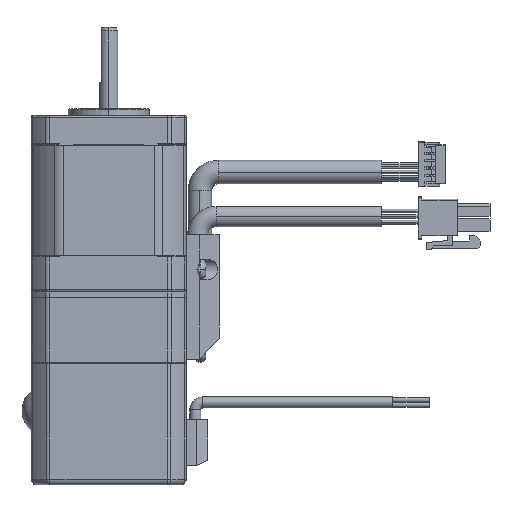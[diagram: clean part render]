
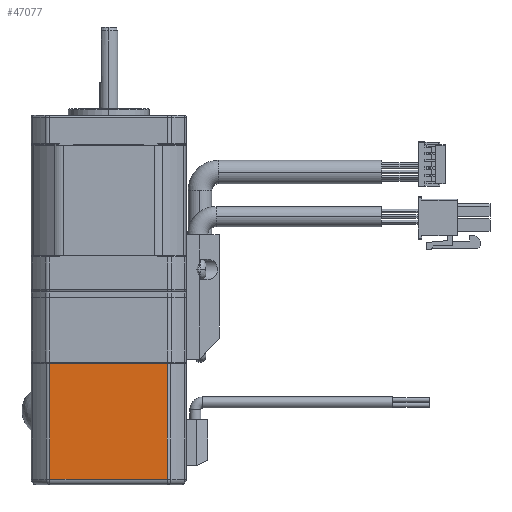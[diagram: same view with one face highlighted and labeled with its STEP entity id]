
A CAD part, left-side view. The second image highlights one B-rep face of the part: STEP entity #47077.
In plain terms, the highlighted face is planar.
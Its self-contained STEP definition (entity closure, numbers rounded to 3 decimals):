
#45075=DIRECTION('',(0.,0.,-1.));
#45076=VECTOR('',#45075,31.5);
#45077=CARTESIAN_POINT('',(21.1,-15.998,50.));
#45078=LINE('',#45077,#45076);
#45083=DIRECTION('',(0.,-1.,0.));
#45084=VECTOR('',#45083,31.996);
#45085=CARTESIAN_POINT('',(21.1,15.998,18.5));
#45086=LINE('',#45085,#45084);
#45091=DIRECTION('',(0.,0.,1.));
#45092=VECTOR('',#45091,31.5);
#45093=CARTESIAN_POINT('',(21.1,15.998,18.5));
#45094=LINE('',#45093,#45092);
#45528=DIRECTION('',(0.,-1.,0.));
#45529=VECTOR('',#45528,31.996);
#45530=CARTESIAN_POINT('',(21.1,15.998,50.));
#45531=LINE('',#45530,#45529);
#46351=CARTESIAN_POINT('',(21.1,-15.998,50.));
#46352=CARTESIAN_POINT('',(21.1,-15.998,18.5));
#46353=VERTEX_POINT('',#46351);
#46354=VERTEX_POINT('',#46352);
#46355=CARTESIAN_POINT('',(21.1,15.998,18.5));
#46356=CARTESIAN_POINT('',(21.1,15.998,50.));
#46357=VERTEX_POINT('',#46355);
#46358=VERTEX_POINT('',#46356);
#47063=CARTESIAN_POINT('',(21.1,0.,19.5));
#47064=DIRECTION('',(-1.,0.,0.));
#47065=DIRECTION('',(0.,1.,0.));
#47066=AXIS2_PLACEMENT_3D('',#47063,#47064,#47065);
#47067=PLANE('',#47066);
#47069=ORIENTED_EDGE('',*,*,#47068,.F.);
#47071=ORIENTED_EDGE('',*,*,#47070,.T.);
#47072=ORIENTED_EDGE('',*,*,#47053,.F.);
#47074=ORIENTED_EDGE('',*,*,#47073,.F.);
#47075=EDGE_LOOP('',(#47069,#47071,#47072,#47074));
#47076=FACE_OUTER_BOUND('',#47075,.F.);
#47077=ADVANCED_FACE('',(#47076),#47067,.F.);
#47053=EDGE_CURVE('',#46353,#46354,#45078,.T.);
#47068=EDGE_CURVE('',#46357,#46358,#45094,.T.);
#47070=EDGE_CURVE('',#46357,#46354,#45086,.T.);
#47073=EDGE_CURVE('',#46358,#46353,#45531,.T.);
